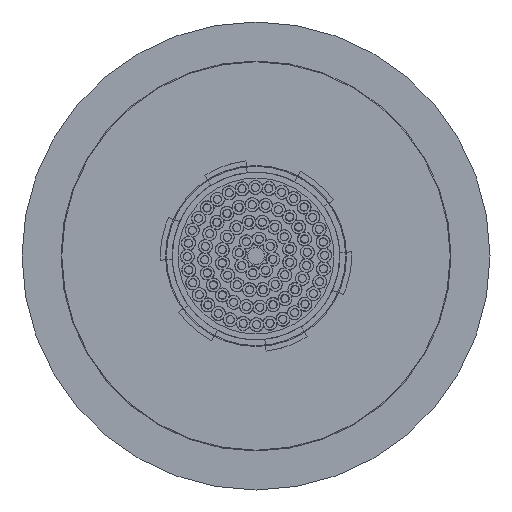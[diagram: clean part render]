
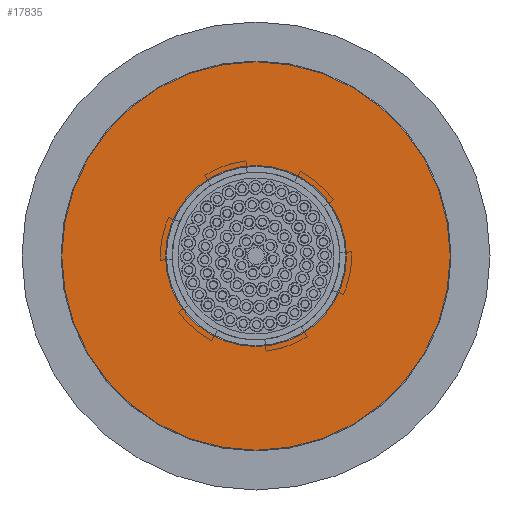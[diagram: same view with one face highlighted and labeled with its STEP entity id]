
A CAD part, front view. The second image highlights one B-rep face of the part: STEP entity #17835.
In plain terms, the highlighted planar face has unit normal (0, -1, 0).
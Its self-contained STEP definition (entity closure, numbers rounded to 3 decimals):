
#2372 = CIRCLE ( 'NONE', #8607, 11.6 ) ;
#4733 = CARTESIAN_POINT ( 'NONE',  ( 0., -188., -11.5 ) ) ;
#5015 = ORIENTED_EDGE ( 'NONE', *, *, #7471, .T. ) ;
#5453 = ORIENTED_EDGE ( 'NONE', *, *, #18185, .T. ) ;
#5667 = CARTESIAN_POINT ( 'NONE',  ( 0., -188., 0. ) ) ;
#6560 = FACE_BOUND ( 'NONE', #9215, .T. ) ;
#7471 = EDGE_CURVE ( 'NONE', #26147, #28798, #8294, .T. ) ;
#8294 = CIRCLE ( 'NONE', #26496, 24.9 ) ;
#8607 = AXIS2_PLACEMENT_3D ( 'NONE', #5667, #28938, #21590 ) ;
#9215 = EDGE_LOOP ( 'NONE', ( #5453, #19061 ) ) ;
#10111 = AXIS2_PLACEMENT_3D ( 'NONE', #4733, #25154, #11505 ) ;
#11371 = DIRECTION ( 'NONE',  ( 0., -1., 0. ) ) ;
#11443 = CARTESIAN_POINT ( 'NONE',  ( 0., -188., -24.9 ) ) ;
#11505 = DIRECTION ( 'NONE',  ( 0., 0., 1. ) ) ;
#12157 = EDGE_LOOP ( 'NONE', ( #26511, #5015 ) ) ;
#14084 = DIRECTION ( 'NONE',  ( 0., 0., 1. ) ) ;
#15804 = AXIS2_PLACEMENT_3D ( 'NONE', #26981, #20237, #20503 ) ;
#16024 = PLANE ( 'NONE',  #10111 ) ;
#16886 = DIRECTION ( 'NONE',  ( 0., 0., 1. ) ) ;
#17835 = ADVANCED_FACE ( 'NONE', ( #6560, #24845 ), #16024, .F. ) ;
#18062 = CARTESIAN_POINT ( 'NONE',  ( 0., -188., 24.9 ) ) ;
#18102 = CARTESIAN_POINT ( 'NONE',  ( 0., -188., 11.6 ) ) ;
#18185 = EDGE_CURVE ( 'NONE', #18290, #19766, #2372, .T. ) ;
#18290 = VERTEX_POINT ( 'NONE', #18102 ) ;
#18720 = CARTESIAN_POINT ( 'NONE',  ( 0., -188., 0. ) ) ;
#19061 = ORIENTED_EDGE ( 'NONE', *, *, #21882, .T. ) ;
#19262 = CIRCLE ( 'NONE', #28833, 11.6 ) ;
#19413 = EDGE_CURVE ( 'NONE', #28798, #26147, #22993, .T. ) ;
#19766 = VERTEX_POINT ( 'NONE', #24974 ) ;
#20237 = DIRECTION ( 'NONE',  ( 0., -1., 0. ) ) ;
#20503 = DIRECTION ( 'NONE',  ( 0., 0., 1. ) ) ;
#21590 = DIRECTION ( 'NONE',  ( 0., 0., 1. ) ) ;
#21882 = EDGE_CURVE ( 'NONE', #19766, #18290, #19262, .T. ) ;
#22993 = CIRCLE ( 'NONE', #15804, 24.9 ) ;
#24845 = FACE_OUTER_BOUND ( 'NONE', #12157, .T. ) ;
#24974 = CARTESIAN_POINT ( 'NONE',  ( 0., -188., -11.6 ) ) ;
#25154 = DIRECTION ( 'NONE',  ( 0., 1., 0. ) ) ;
#26147 = VERTEX_POINT ( 'NONE', #11443 ) ;
#26496 = AXIS2_PLACEMENT_3D ( 'NONE', #18720, #11371, #14084 ) ;
#26511 = ORIENTED_EDGE ( 'NONE', *, *, #19413, .T. ) ;
#26981 = CARTESIAN_POINT ( 'NONE',  ( 0., -188., 0. ) ) ;
#28426 = CARTESIAN_POINT ( 'NONE',  ( 0., -188., 0. ) ) ;
#28699 = DIRECTION ( 'NONE',  ( 0., 1., 0. ) ) ;
#28798 = VERTEX_POINT ( 'NONE', #18062 ) ;
#28833 = AXIS2_PLACEMENT_3D ( 'NONE', #28426, #28699, #16886 ) ;
#28938 = DIRECTION ( 'NONE',  ( 0., 1., 0. ) ) ;
